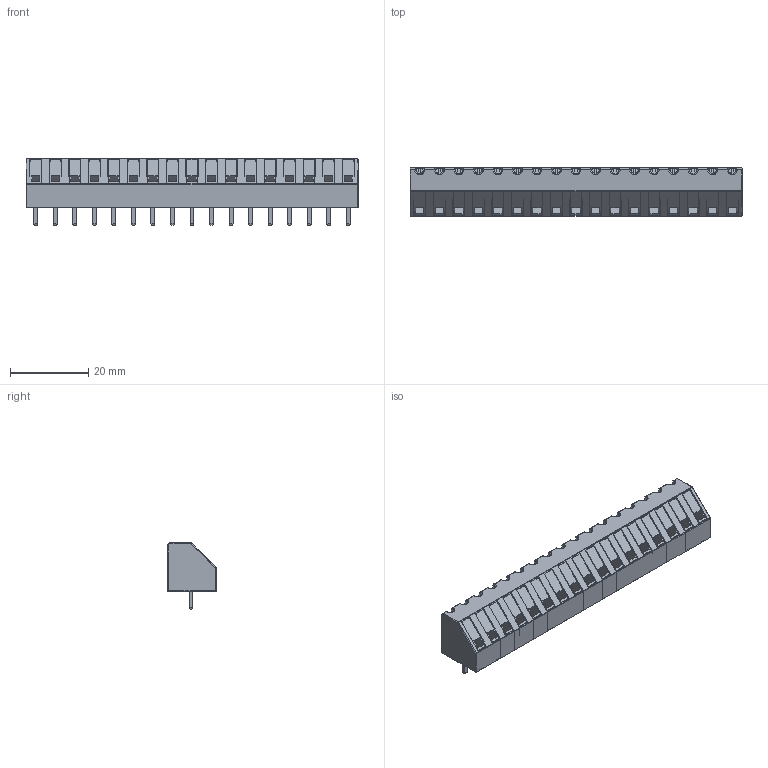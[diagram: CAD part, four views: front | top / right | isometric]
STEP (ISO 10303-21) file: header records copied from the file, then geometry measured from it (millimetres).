
FILE_DESCRIPTION(/* description */ ('model of Altech_AK300_1x17_P5.00mm_45-Degree'),/* implementation_level */ '2;1');
FILE_NAME(/* name */ 'Altech_AK300_1x17_P5.00mm_45-Degree.step',/* time_stamp */ '2018-12-29T16:03:53',/* author */ ('kicad StepUp','ksu'),/* organization */ ('FreeCAD'),/* preprocessor_version */ 'OCC',/* originating_system */ 'kicad StepUp',/* authorisation */ '');
FILE_SCHEMA(('AUTOMOTIVE_DESIGN { 1 0 10303 214 1 1 1 1 }'));
Length unit declared in the file: millimetre
Products named in the file (1): AK300_17
Bounding box: 85 x 12.5 x 17.1 mm (x, y, z)
Volume: 9742.4 mm3; surface area: 9816.4 mm2
Topology: 1 solids, 1 shells, 698 faces, 1862 edges, 1177 vertices
Faces by surface type: plane 486, cylinder 138, torus 51, bspline 23
Full cylindrical faces by diameter (mm): 2.16 x17, 2.455 x17
Entity records: 22061 total; most frequent: CARTESIAN_POINT 9825, ORIENTED_EDGE 3356, EDGE_CURVE 1856, VERTEX_POINT 1177, LINE 1148, AXIS2_PLACEMENT_3D 774, FACE_BOUND 749, EDGE_LOOP 749
